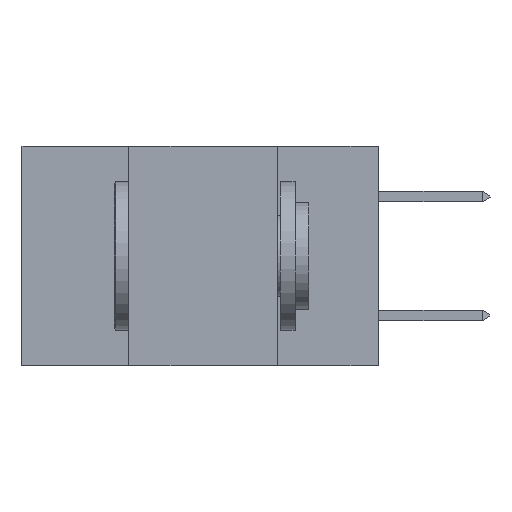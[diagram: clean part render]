
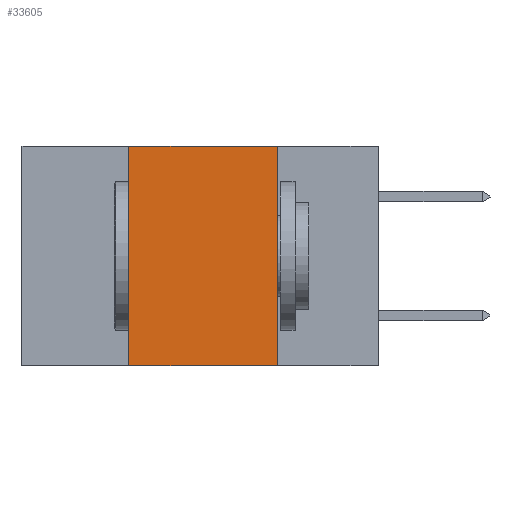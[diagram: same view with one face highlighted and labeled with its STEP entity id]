
A CAD part, left-side view. The second image highlights one B-rep face of the part: STEP entity #33605.
In plain terms, the highlighted planar face has unit normal (-1, 0, 0).
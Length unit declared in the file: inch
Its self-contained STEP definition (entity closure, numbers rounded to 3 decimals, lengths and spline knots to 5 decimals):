
#160 = EDGE_CURVE ( 'NONE', #9200, #22235, #28285, .T. ) ;
#236 = EDGE_LOOP ( 'NONE', ( #15459, #10156, #24734, #18639 ) ) ;
#924 = CARTESIAN_POINT ( 'NONE',  ( 0., 0.42, -0.37 ) ) ;
#2429 = AXIS2_PLACEMENT_3D ( 'NONE', #18346, #31715, #16050 ) ;
#3192 = CARTESIAN_POINT ( 'NONE',  ( 0., 0.6, -0.37 ) ) ;
#4523 = VECTOR ( 'NONE', #13086, 39.37008 ) ;
#4678 = CARTESIAN_POINT ( 'NONE',  ( 0., 0.42, 0. ) ) ;
#4743 = DIRECTION ( 'NONE',  ( 0., 0., 1. ) ) ;
#7228 = LINE ( 'NONE', #24590, #20357 ) ;
#9200 = VERTEX_POINT ( 'NONE', #25543 ) ;
#9360 = EDGE_CURVE ( 'NONE', #16112, #9200, #7228, .T. ) ;
#10156 = ORIENTED_EDGE ( 'NONE', *, *, #9360, .F. ) ;
#11151 = LINE ( 'NONE', #3192, #4523 ) ;
#12115 = DIRECTION ( 'NONE',  ( 0., 0., -1. ) ) ;
#12242 = VECTOR ( 'NONE', #12115, 39.37008 ) ;
#13086 = DIRECTION ( 'NONE',  ( 0., -1., 0. ) ) ;
#15459 = ORIENTED_EDGE ( 'NONE', *, *, #160, .F. ) ;
#16050 = DIRECTION ( 'NONE',  ( 0., 0., -1. ) ) ;
#16112 = VERTEX_POINT ( 'NONE', #4678 ) ;
#18346 = CARTESIAN_POINT ( 'NONE',  ( 0., 0.6, 0. ) ) ;
#18629 = EDGE_CURVE ( 'NONE', #23961, #16112, #20026, .T. ) ;
#18639 = ORIENTED_EDGE ( 'NONE', *, *, #26981, .T. ) ;
#20026 = LINE ( 'NONE', #30515, #24635 ) ;
#20357 = VECTOR ( 'NONE', #32849, 39.37008 ) ;
#20856 = PLANE ( 'NONE',  #2429 ) ;
#22235 = VERTEX_POINT ( 'NONE', #28593 ) ;
#23961 = VERTEX_POINT ( 'NONE', #924 ) ;
#24590 = CARTESIAN_POINT ( 'NONE',  ( 0., 0.6, 0. ) ) ;
#24635 = VECTOR ( 'NONE', #4743, 39.37008 ) ;
#24734 = ORIENTED_EDGE ( 'NONE', *, *, #18629, .F. ) ;
#25543 = CARTESIAN_POINT ( 'NONE',  ( 0., 0.17, 0. ) ) ;
#26392 = FACE_OUTER_BOUND ( 'NONE', #236, .T. ) ;
#26981 = EDGE_CURVE ( 'NONE', #23961, #22235, #11151, .T. ) ;
#28285 = LINE ( 'NONE', #30395, #12242 ) ;
#28593 = CARTESIAN_POINT ( 'NONE',  ( 0., 0.17, -0.37 ) ) ;
#30395 = CARTESIAN_POINT ( 'NONE',  ( 0., 0.17, 0. ) ) ;
#30515 = CARTESIAN_POINT ( 'NONE',  ( 0., 0.42, 0. ) ) ;
#31715 = DIRECTION ( 'NONE',  ( 1., 0., 0. ) ) ;
#32849 = DIRECTION ( 'NONE',  ( 0., -1., 0. ) ) ;
#33605 = ADVANCED_FACE ( 'NONE', ( #26392 ), #20856, .F. ) ;
